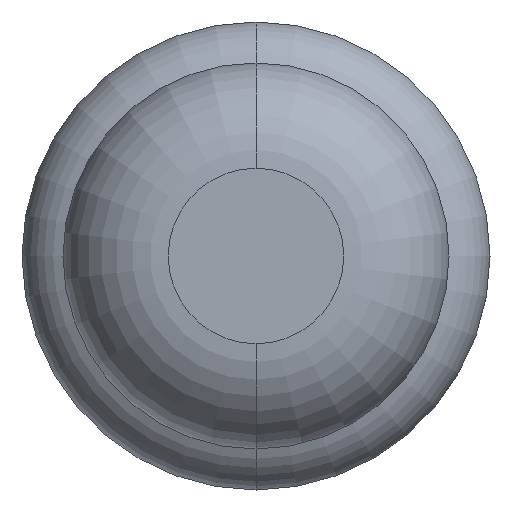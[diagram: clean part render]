
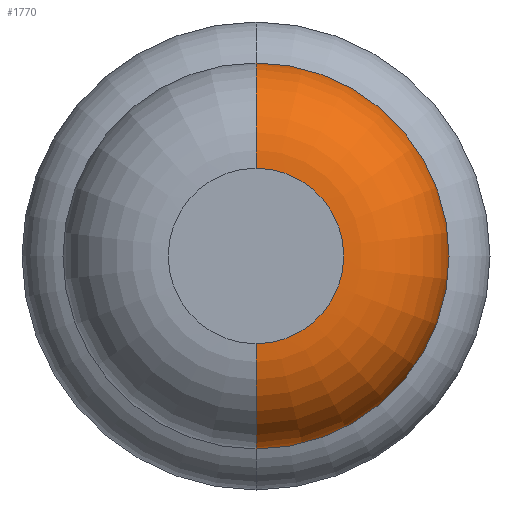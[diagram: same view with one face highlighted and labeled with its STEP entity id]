
A CAD part, front view. The second image highlights one B-rep face of the part: STEP entity #1770.
In plain terms, the highlighted toroidal (fillet/blend) face has major radius 0.375 mm and minor radius 0.45 mm.
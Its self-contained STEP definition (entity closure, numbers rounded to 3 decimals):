
#39 = CIRCLE ( 'NONE', #559, 0.45 ) ;
#223 = VERTEX_POINT ( 'NONE', #3214 ) ;
#247 = AXIS2_PLACEMENT_3D ( 'NONE', #2617, #2949, #3286 ) ;
#351 = DIRECTION ( 'NONE',  ( 1., 0., 0. ) ) ;
#508 = CARTESIAN_POINT ( 'NONE',  ( 0., -29., 0. ) ) ;
#559 = AXIS2_PLACEMENT_3D ( 'NONE', #2304, #351, #2599 ) ;
#637 = VERTEX_POINT ( 'NONE', #3030 ) ;
#842 = ORIENTED_EDGE ( 'NONE', *, *, #3452, .T. ) ;
#901 = DIRECTION ( 'NONE',  ( -1., 0., 0. ) ) ;
#1466 = DIRECTION ( 'NONE',  ( 0., 0., 1. ) ) ;
#1590 = EDGE_CURVE ( 'Defeature ausgef�hrt1_3+Defeature ausgef�hrt1_2+Defeature ausgef�hrt1_2+Defeature ausgef�hrt1_2', #2970, #4227, #2587, .T. ) ;
#1593 = DIRECTION ( 'NONE',  ( 0., 0., 1. ) ) ;
#1721 = EDGE_LOOP ( 'NONE', ( #2140, #842, #3076, #3443 ) ) ;
#1770 = ADVANCED_FACE ( 'Defeature ausgef�hrt1_2', ( #3462 ), #1814, .T. ) ;
#1814 = TOROIDAL_SURFACE ( 'NONE', #3470, 0.375, 0.45 ) ;
#1822 = EDGE_CURVE ( 'NONE', #223, #2970, #2720, .T. ) ;
#1933 = CARTESIAN_POINT ( 'NONE',  ( 0., -28.55, -0.825 ) ) ;
#2058 = CIRCLE ( 'NONE', #3967, 0.375 ) ;
#2140 = ORIENTED_EDGE ( 'NONE', *, *, #3300, .T. ) ;
#2304 = CARTESIAN_POINT ( 'NONE',  ( 0., -28.55, -0.375 ) ) ;
#2587 = CIRCLE ( 'NONE', #247, 0.825 ) ;
#2599 = DIRECTION ( 'NONE',  ( 0., 0., -1. ) ) ;
#2617 = CARTESIAN_POINT ( 'NONE',  ( 0., -28.55, 0. ) ) ;
#2720 = CIRCLE ( 'NONE', #3166, 0.45 ) ;
#2848 = CARTESIAN_POINT ( 'NONE',  ( 0., -28.55, 0. ) ) ;
#2857 = CARTESIAN_POINT ( 'NONE',  ( 0., -28.55, 0.375 ) ) ;
#2863 = DIRECTION ( 'NONE',  ( 0., 1., 0. ) ) ;
#2949 = DIRECTION ( 'NONE',  ( 0., 1., 0. ) ) ;
#2970 = VERTEX_POINT ( 'NONE', #3226 ) ;
#3030 = CARTESIAN_POINT ( 'NONE',  ( 0., -29., -0.375 ) ) ;
#3076 = ORIENTED_EDGE ( 'NONE', *, *, #1590, .F. ) ;
#3166 = AXIS2_PLACEMENT_3D ( 'NONE', #2857, #901, #3494 ) ;
#3214 = CARTESIAN_POINT ( 'NONE',  ( 0., -29., 0.375 ) ) ;
#3226 = CARTESIAN_POINT ( 'NONE',  ( 0., -28.55, 0.825 ) ) ;
#3286 = DIRECTION ( 'NONE',  ( 0., 0., 1. ) ) ;
#3300 = EDGE_CURVE ( 'Defeature ausgef�hrt1_2+Defeature ausgef�hrt1_1+Defeature ausgef�hrt1_1+Defeature ausgef�hrt1_1', #223, #637, #2058, .T. ) ;
#3407 = DIRECTION ( 'NONE',  ( 0., 1., 0. ) ) ;
#3443 = ORIENTED_EDGE ( 'NONE', *, *, #1822, .F. ) ;
#3452 = EDGE_CURVE ( 'NONE', #637, #4227, #39, .T. ) ;
#3462 = FACE_OUTER_BOUND ( 'NONE', #1721, .T. ) ;
#3470 = AXIS2_PLACEMENT_3D ( 'NONE', #2848, #2863, #1593 ) ;
#3494 = DIRECTION ( 'NONE',  ( 0., 0., 1. ) ) ;
#3967 = AXIS2_PLACEMENT_3D ( 'NONE', #508, #3407, #1466 ) ;
#4227 = VERTEX_POINT ( 'NONE', #1933 ) ;
